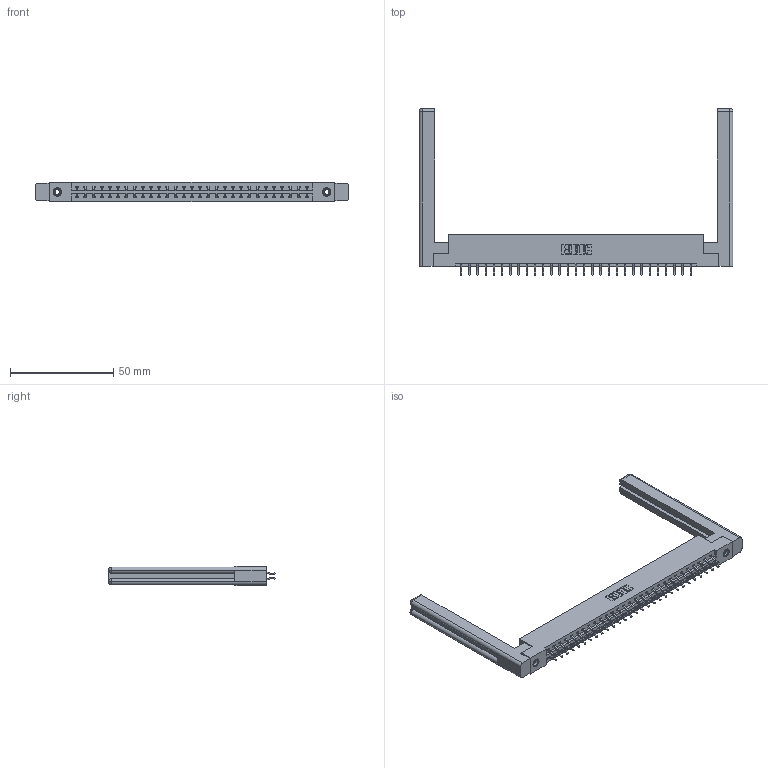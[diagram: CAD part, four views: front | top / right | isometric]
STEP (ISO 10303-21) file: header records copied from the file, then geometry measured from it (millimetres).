
FILE_DESCRIPTION (( 'STEP AP203' ), '1' );
FILE_NAME ('337-058-556-258.STEP', '2019-10-09T19:58:48', ( '' ), ( '' ), 'SwSTEP 2.0', 'SolidWorks 2016', '' );
FILE_SCHEMA (( 'CONFIG_CONTROL_DESIGN' ));
Length unit declared in the file: inch
Products named in the file (5): 307-220-058; 345-292-001_556 Tail; 337-058-556-258; 345-250-001_345-250-001-102; 337 Part_Flush Mounting Lugs - 0.156 Dia-TI
Assembly tree (63 placements, depth 2):
  337-058-556-258
    337 Part_Flush Mounting Lugs - 0.156 Dia-TI
    345-292-001_556 Tail  x58
    345-250-001_345-250-001-102  x2
    307-220-058  x2
Bounding box: 151.54 x 80.66 x 9.4 mm (x, y, z)
Volume: 22937.1 mm3; surface area: 22715.3 mm2
Topology: 63 solids, 63 shells, 3736 faces, 11047 edges, 7274 vertices
Faces by surface type: plane 2590, cylinder 1122, cone 12, torus 12
Entity records: 27020 total; most frequent: CARTESIAN_POINT 4585, ORIENTED_EDGE 4448, DIRECTION 3928, EDGE_CURVE 2224, LINE 2040, VECTOR 2040, VERTEX_POINT 1474, AXIS2_PLACEMENT_3D 944
